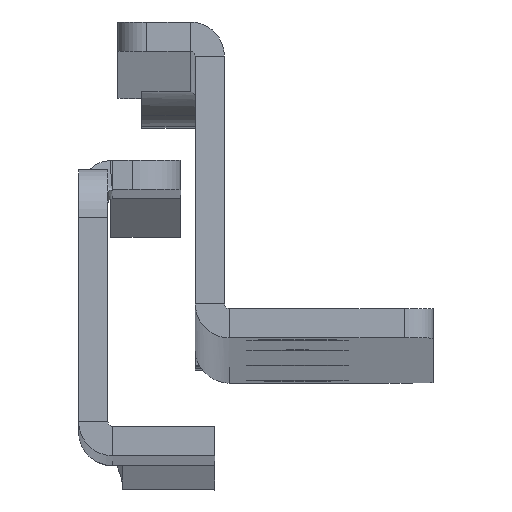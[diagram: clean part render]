
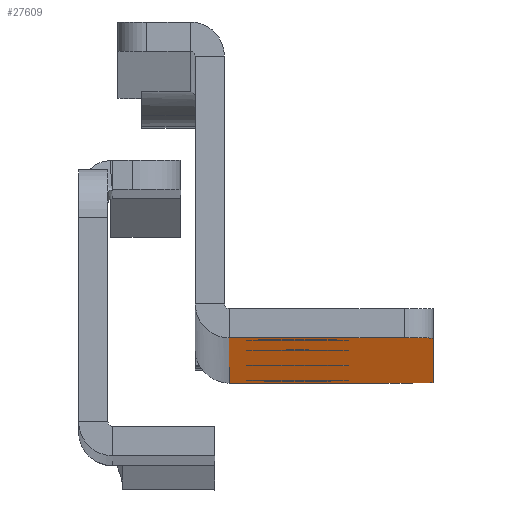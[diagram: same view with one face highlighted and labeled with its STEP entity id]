
A CAD part, top view. The second image highlights one B-rep face of the part: STEP entity #27609.
In plain terms, the highlighted face is planar.
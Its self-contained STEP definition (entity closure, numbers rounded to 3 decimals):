
#252 = DIRECTION ( 'NONE',  ( -1., 0., 0. ) ) ;
#298 = CARTESIAN_POINT ( 'NONE',  ( 24.486, -9.5, 597.314 ) ) ;
#483 = EDGE_LOOP ( 'NONE', ( #35767, #12186 ) ) ;
#1773 = DIRECTION ( 'NONE',  ( 0., 1., 0. ) ) ;
#2047 = CARTESIAN_POINT ( 'NONE',  ( 10.5, -9.5, 444. ) ) ;
#2433 = PLANE ( 'NONE',  #13386 ) ;
#2574 = CARTESIAN_POINT ( 'NONE',  ( 24.486, -9.5, 597.314 ) ) ;
#2812 = CIRCLE ( 'NONE', #27297, 5. ) ;
#3168 = CARTESIAN_POINT ( 'NONE',  ( 10.5, -9.5, 60. ) ) ;
#3251 = CARTESIAN_POINT ( 'NONE',  ( 10.5, -9.5, 252. ) ) ;
#3933 = VERTEX_POINT ( 'NONE', #39319 ) ;
#4153 = EDGE_LOOP ( 'NONE', ( #16152, #15455 ) ) ;
#4876 = FACE_OUTER_BOUND ( 'NONE', #32767, .T. ) ;
#4914 = CARTESIAN_POINT ( 'NONE',  ( 21.502, -9.5, 597. ) ) ;
#5091 = LINE ( 'NONE', #38569, #7737 ) ;
#5260 = ORIENTED_EDGE ( 'NONE', *, *, #10264, .F. ) ;
#6276 = EDGE_CURVE ( 'NONE', #42926, #14973, #10637, .T. ) ;
#6345 = DIRECTION ( 'NONE',  ( -1., 0., 0. ) ) ;
#6493 = CARTESIAN_POINT ( 'NONE',  ( 5.25, -9.5, 572. ) ) ;
#6643 = LINE ( 'NONE', #42378, #14568 ) ;
#7033 = CARTESIAN_POINT ( 'NONE',  ( 10.5, -9.5, 252. ) ) ;
#7642 = DIRECTION ( 'NONE',  ( -1., 0., 0. ) ) ;
#7737 = VECTOR ( 'NONE', #28301, 1000. ) ;
#8342 = ORIENTED_EDGE ( 'NONE', *, *, #42063, .T. ) ;
#8404 = DIRECTION ( 'NONE',  ( 0., 0., -1. ) ) ;
#8529 = VERTEX_POINT ( 'NONE', #40429 ) ;
#8565 = ORIENTED_EDGE ( 'NONE', *, *, #38013, .T. ) ;
#8671 = VERTEX_POINT ( 'NONE', #22019 ) ;
#9157 = EDGE_CURVE ( 'NONE', #32459, #14973, #43313, .T. ) ;
#9660 = EDGE_LOOP ( 'NONE', ( #19791, #27829 ) ) ;
#9759 = DIRECTION ( 'NONE',  ( -1., 0., 0. ) ) ;
#10008 = EDGE_CURVE ( 'NONE', #13241, #27935, #26569, .T. ) ;
#10148 = DIRECTION ( 'NONE',  ( 0., 0., 1. ) ) ;
#10237 = CARTESIAN_POINT ( 'NONE',  ( 19.702, -9.5, 35. ) ) ;
#10264 = EDGE_CURVE ( 'NONE', #17018, #42926, #5091, .T. ) ;
#10392 = DIRECTION ( 'NONE',  ( 0., 1., 0. ) ) ;
#10637 = LINE ( 'NONE', #17189, #16088 ) ;
#10967 = CARTESIAN_POINT ( 'NONE',  ( 5.25, -9.5, 252. ) ) ;
#11023 = CARTESIAN_POINT ( 'NONE',  ( 15.75, -9.5, 252. ) ) ;
#11654 = FACE_BOUND ( 'NONE', #4153, .T. ) ;
#11722 = VERTEX_POINT ( 'NONE', #10967 ) ;
#11933 = EDGE_CURVE ( 'NONE', #11722, #15429, #35792, .T. ) ;
#12186 = ORIENTED_EDGE ( 'NONE', *, *, #24518, .T. ) ;
#12826 = CIRCLE ( 'NONE', #22630, 5.25 ) ;
#12860 = DIRECTION ( 'NONE',  ( -0.105, 0., 0.995 ) ) ;
#13241 = VERTEX_POINT ( 'NONE', #36318 ) ;
#13386 = AXIS2_PLACEMENT_3D ( 'NONE', #25008, #1773, #8404 ) ;
#13503 = DIRECTION ( 'NONE',  ( 0., 1., 0. ) ) ;
#13557 = AXIS2_PLACEMENT_3D ( 'NONE', #3168, #10392, #9759 ) ;
#14058 = EDGE_CURVE ( 'NONE', #8529, #28665, #12826, .T. ) ;
#14281 = VECTOR ( 'NONE', #12860, 1000. ) ;
#14568 = VECTOR ( 'NONE', #25932, 1000. ) ;
#14973 = VERTEX_POINT ( 'NONE', #33526 ) ;
#15342 = CARTESIAN_POINT ( 'NONE',  ( 3.5, -9.5, 30. ) ) ;
#15393 = DIRECTION ( 'NONE',  ( 0., 1., 0. ) ) ;
#15404 = AXIS2_PLACEMENT_3D ( 'NONE', #34554, #40880, #7642 ) ;
#15429 = VERTEX_POINT ( 'NONE', #11023 ) ;
#15455 = ORIENTED_EDGE ( 'NONE', *, *, #16687, .T. ) ;
#15527 = CARTESIAN_POINT ( 'NONE',  ( 5.25, -9.5, 444. ) ) ;
#16025 = CARTESIAN_POINT ( 'NONE',  ( 3.5, -9.5, 600. ) ) ;
#16088 = VECTOR ( 'NONE', #23351, 1000. ) ;
#16152 = ORIENTED_EDGE ( 'NONE', *, *, #26567, .T. ) ;
#16215 = CARTESIAN_POINT ( 'NONE',  ( 24.5, -9.5, 600. ) ) ;
#16619 = DIRECTION ( 'NONE',  ( -1., 0., 0. ) ) ;
#16687 = EDGE_CURVE ( 'NONE', #31747, #8671, #33386, .T. ) ;
#16987 = DIRECTION ( 'NONE',  ( 0., 0., 1. ) ) ;
#17018 = VERTEX_POINT ( 'NONE', #15342 ) ;
#17125 = EDGE_CURVE ( 'NONE', #31007, #3933, #39026, .T. ) ;
#17189 = CARTESIAN_POINT ( 'NONE',  ( 24.5, -9.5, 600. ) ) ;
#18060 = CIRCLE ( 'NONE', #27875, 5.25 ) ;
#18860 = FACE_BOUND ( 'NONE', #483, .T. ) ;
#18866 = DIRECTION ( 'NONE',  ( 0., 0., -1. ) ) ;
#18931 = CARTESIAN_POINT ( 'NONE',  ( 19.702, -9.5, 30. ) ) ;
#19791 = ORIENTED_EDGE ( 'NONE', *, *, #29746, .T. ) ;
#20636 = EDGE_CURVE ( 'NONE', #28665, #8529, #40156, .T. ) ;
#21024 = CARTESIAN_POINT ( 'NONE',  ( 10.5, -9.5, 60. ) ) ;
#22019 = CARTESIAN_POINT ( 'NONE',  ( 15.75, -9.5, 444. ) ) ;
#22629 = DIRECTION ( 'NONE',  ( 0., -1., 0. ) ) ;
#22630 = AXIS2_PLACEMENT_3D ( 'NONE', #21024, #31564, #24746 ) ;
#22782 = CARTESIAN_POINT ( 'NONE',  ( 5.25, -9.5, 60. ) ) ;
#22849 = DIRECTION ( 'NONE',  ( 0., 1., 0. ) ) ;
#23233 = DIRECTION ( 'NONE',  ( -1., 0., 0. ) ) ;
#23351 = DIRECTION ( 'NONE',  ( 1., 0., 0. ) ) ;
#24518 = EDGE_CURVE ( 'NONE', #27935, #13241, #18060, .T. ) ;
#24614 = DIRECTION ( 'NONE',  ( -1., 0., 0. ) ) ;
#24648 = ORIENTED_EDGE ( 'NONE', *, *, #6276, .F. ) ;
#24746 = DIRECTION ( 'NONE',  ( -1., 0., 0. ) ) ;
#25008 = CARTESIAN_POINT ( 'NONE',  ( 24.5, -9.5, 600. ) ) ;
#25932 = DIRECTION ( 'NONE',  ( 1., 0., 0. ) ) ;
#26023 = CIRCLE ( 'NONE', #34401, 5.25 ) ;
#26293 = DIRECTION ( 'NONE',  ( 0., 1., 0. ) ) ;
#26567 = EDGE_CURVE ( 'NONE', #8671, #31747, #31528, .T. ) ;
#26569 = CIRCLE ( 'NONE', #39161, 5.25 ) ;
#26667 = LINE ( 'NONE', #2574, #14281 ) ;
#27297 = AXIS2_PLACEMENT_3D ( 'NONE', #10237, #33682, #16987 ) ;
#27609 = ADVANCED_FACE ( 'NONE', ( #18860, #11654, #41667, #28954, #4876 ), #2433, .F. ) ;
#27829 = ORIENTED_EDGE ( 'NONE', *, *, #11933, .T. ) ;
#27875 = AXIS2_PLACEMENT_3D ( 'NONE', #33354, #42771, #23233 ) ;
#27935 = VERTEX_POINT ( 'NONE', #6493 ) ;
#28301 = DIRECTION ( 'NONE',  ( 0., 0., 1. ) ) ;
#28665 = VERTEX_POINT ( 'NONE', #22782 ) ;
#28954 = FACE_BOUND ( 'NONE', #42219, .T. ) ;
#29656 = CARTESIAN_POINT ( 'NONE',  ( 10.5, -9.5, 572. ) ) ;
#29746 = EDGE_CURVE ( 'NONE', #15429, #11722, #26023, .T. ) ;
#31007 = VERTEX_POINT ( 'NONE', #32634 ) ;
#31528 = CIRCLE ( 'NONE', #15404, 5.25 ) ;
#31564 = DIRECTION ( 'NONE',  ( 0., 1., 0. ) ) ;
#31747 = VERTEX_POINT ( 'NONE', #15527 ) ;
#32459 = VERTEX_POINT ( 'NONE', #298 ) ;
#32634 = CARTESIAN_POINT ( 'NONE',  ( 24.5, -9.5, 597.182 ) ) ;
#32767 = EDGE_LOOP ( 'NONE', ( #5260, #41746, #8565, #33004, #8342, #40085, #24648 ) ) ;
#33004 = ORIENTED_EDGE ( 'NONE', *, *, #17125, .F. ) ;
#33354 = CARTESIAN_POINT ( 'NONE',  ( 10.5, -9.5, 572. ) ) ;
#33386 = CIRCLE ( 'NONE', #36184, 5.25 ) ;
#33526 = CARTESIAN_POINT ( 'NONE',  ( 21.502, -9.5, 600. ) ) ;
#33682 = DIRECTION ( 'NONE',  ( 0., -1., 0. ) ) ;
#34401 = AXIS2_PLACEMENT_3D ( 'NONE', #3251, #13503, #6345 ) ;
#34531 = ORIENTED_EDGE ( 'NONE', *, *, #14058, .T. ) ;
#34554 = CARTESIAN_POINT ( 'NONE',  ( 10.5, -9.5, 444. ) ) ;
#35767 = ORIENTED_EDGE ( 'NONE', *, *, #10008, .T. ) ;
#35792 = CIRCLE ( 'NONE', #40570, 5.25 ) ;
#36184 = AXIS2_PLACEMENT_3D ( 'NONE', #2047, #15393, #24614 ) ;
#36318 = CARTESIAN_POINT ( 'NONE',  ( 15.75, -9.5, 572. ) ) ;
#36323 = AXIS2_PLACEMENT_3D ( 'NONE', #4914, #22629, #10148 ) ;
#36894 = EDGE_CURVE ( 'NONE', #17018, #38998, #6643, .T. ) ;
#37766 = VECTOR ( 'NONE', #18866, 1000. ) ;
#38013 = EDGE_CURVE ( 'NONE', #38998, #3933, #2812, .T. ) ;
#38569 = CARTESIAN_POINT ( 'NONE',  ( 3.5, -9.5, 600. ) ) ;
#38998 = VERTEX_POINT ( 'NONE', #18931 ) ;
#39026 = LINE ( 'NONE', #16215, #37766 ) ;
#39161 = AXIS2_PLACEMENT_3D ( 'NONE', #29656, #22849, #252 ) ;
#39319 = CARTESIAN_POINT ( 'NONE',  ( 24.5, -9.5, 33.594 ) ) ;
#40085 = ORIENTED_EDGE ( 'NONE', *, *, #9157, .T. ) ;
#40156 = CIRCLE ( 'NONE', #13557, 5.25 ) ;
#40429 = CARTESIAN_POINT ( 'NONE',  ( 15.75, -9.5, 60. ) ) ;
#40570 = AXIS2_PLACEMENT_3D ( 'NONE', #7033, #26293, #16619 ) ;
#40880 = DIRECTION ( 'NONE',  ( 0., 1., 0. ) ) ;
#41667 = FACE_BOUND ( 'NONE', #9660, .T. ) ;
#41746 = ORIENTED_EDGE ( 'NONE', *, *, #36894, .T. ) ;
#42063 = EDGE_CURVE ( 'NONE', #31007, #32459, #26667, .T. ) ;
#42219 = EDGE_LOOP ( 'NONE', ( #34531, #43294 ) ) ;
#42378 = CARTESIAN_POINT ( 'NONE',  ( 24.5, -9.5, 30. ) ) ;
#42771 = DIRECTION ( 'NONE',  ( 0., 1., 0. ) ) ;
#42926 = VERTEX_POINT ( 'NONE', #16025 ) ;
#43294 = ORIENTED_EDGE ( 'NONE', *, *, #20636, .T. ) ;
#43313 = CIRCLE ( 'NONE', #36323, 3. ) ;
